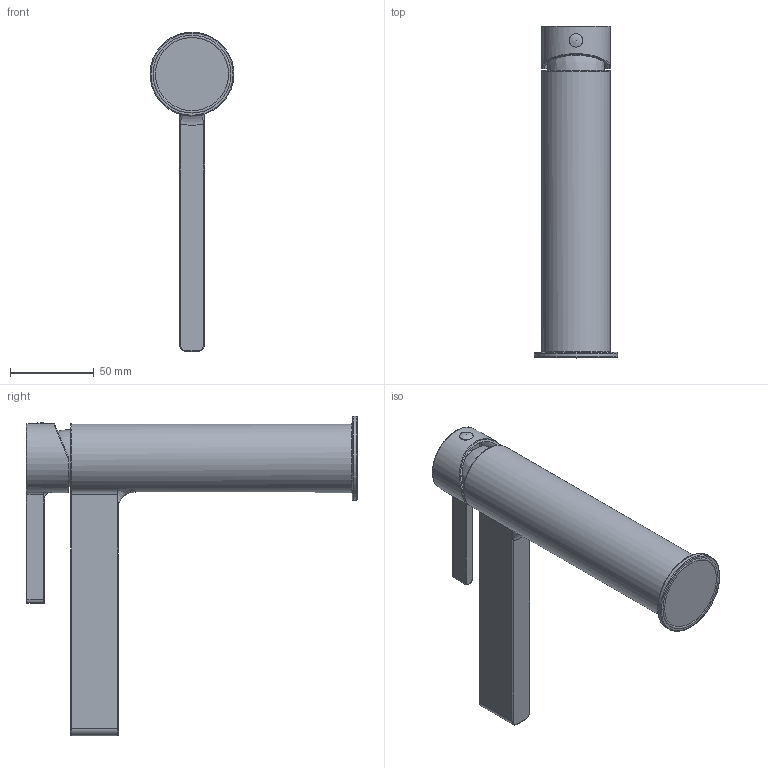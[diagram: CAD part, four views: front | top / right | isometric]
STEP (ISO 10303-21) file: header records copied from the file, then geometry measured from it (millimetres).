
FILE_DESCRIPTION(/* description */ (''),/* implementation_level */ '2;1');
FILE_NAME(/* name */ 'PXS01 3D.stp',/* time_stamp */ '2017-01-04T15:00:09-05:00',/* author */ ('simonb'),/* organization */ (''),/* preprocessor_version */ 'ST-DEVELOPER v15.6',/* originating_system */ 'Autodesk Inventor 2015',/* authorisation */ '');
FILE_SCHEMA (('AUTOMOTIVE_DESIGN { 1 0 10303 214 3 1 1 }'));
Length unit declared in the file: millimetre
Products named in the file (1): PXS01_Shrinkwrap_1
Bounding box: 49.99 x 197.8 x 190.49 mm (x, y, z)
Volume: 311694.5 mm3; surface area: 50301.6 mm2
Topology: 2 solids, 2 shells, 121 faces, 272 edges, 157 vertices
Faces by surface type: cylinder 47, torus 32, plane 29, bspline 7, sphere 6
Full cylindrical faces by diameter (mm): 8 x1, 38 x1, 41 x2, 50 x1
Entity records: 4279 total; most frequent: CARTESIAN_POINT 1471, DIRECTION 595, ORIENTED_EDGE 506, AXIS2_PLACEMENT_3D 255, EDGE_CURVE 253, VERTEX_POINT 153, EDGE_LOOP 138, CIRCLE 131
